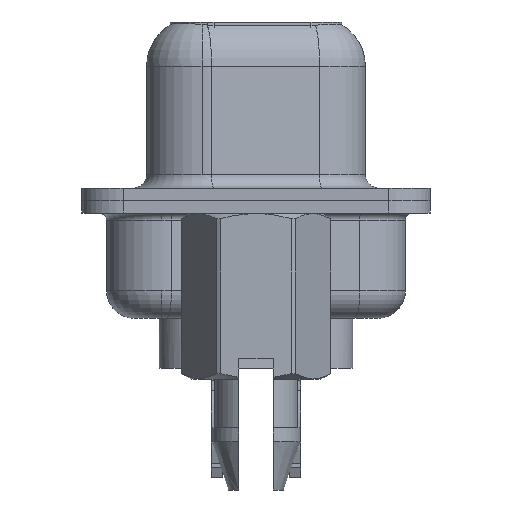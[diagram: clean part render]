
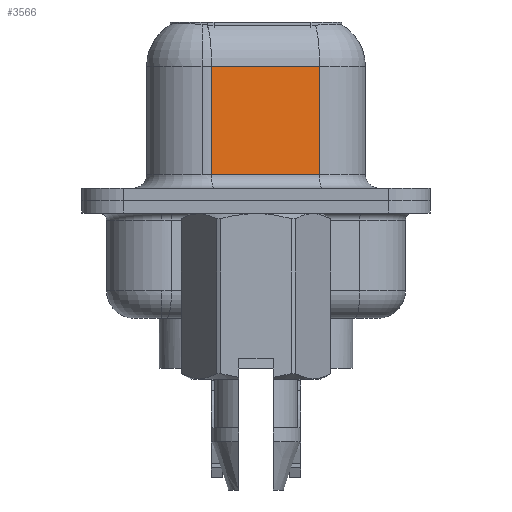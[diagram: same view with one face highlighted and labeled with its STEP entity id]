
A CAD part, left-side view. The second image highlights one B-rep face of the part: STEP entity #3566.
In plain terms, the highlighted planar face has unit normal (-0.985, -0.174, 0).
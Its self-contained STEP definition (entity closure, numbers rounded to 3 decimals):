
#1261 = EDGE_CURVE ( 'NONE', #7547, #1824, #14519, .T. ) ;
#1793 = CARTESIAN_POINT ( 'NONE',  ( 5.063, -2.297, 6.6 ) ) ;
#1824 = VERTEX_POINT ( 'NONE', #16843 ) ;
#2021 = CARTESIAN_POINT ( 'NONE',  ( 4.375, 1.603, 4.85 ) ) ;
#2720 = ORIENTED_EDGE ( 'NONE', *, *, #7786, .F. ) ;
#3566 = ADVANCED_FACE ( 'NONE', ( #18529 ), #7198, .F. ) ;
#3644 = CARTESIAN_POINT ( 'NONE',  ( 5.063, -2.297, 0.95 ) ) ;
#3663 = VERTEX_POINT ( 'NONE', #3774 ) ;
#3751 = LINE ( 'NONE', #3644, #16933 ) ;
#3774 = CARTESIAN_POINT ( 'NONE',  ( 5.063, -2.297, 0.95 ) ) ;
#6400 = ORIENTED_EDGE ( 'NONE', *, *, #20296, .T. ) ;
#6527 = VERTEX_POINT ( 'NONE', #18918 ) ;
#6916 = VECTOR ( 'NONE', #11310, 1000. ) ;
#7198 = PLANE ( 'NONE',  #14473 ) ;
#7536 = ORIENTED_EDGE ( 'NONE', *, *, #8426, .T. ) ;
#7547 = VERTEX_POINT ( 'NONE', #2021 ) ;
#7786 = EDGE_CURVE ( 'NONE', #6527, #3663, #18162, .T. ) ;
#8253 = CARTESIAN_POINT ( 'NONE',  ( 5.063, -2.297, 4.85 ) ) ;
#8426 = EDGE_CURVE ( 'NONE', #1824, #3663, #3751, .T. ) ;
#10598 = CARTESIAN_POINT ( 'NONE',  ( 5.063, -2.297, 6.6 ) ) ;
#11103 = ORIENTED_EDGE ( 'NONE', *, *, #1261, .T. ) ;
#11310 = DIRECTION ( 'NONE',  ( 0., 0., -1. ) ) ;
#11416 = VECTOR ( 'NONE', #19361, 1000. ) ;
#12921 = LINE ( 'NONE', #8253, #11416 ) ;
#14473 = AXIS2_PLACEMENT_3D ( 'NONE', #10598, #17127, #15306 ) ;
#14519 = LINE ( 'NONE', #19233, #6916 ) ;
#15306 = DIRECTION ( 'NONE',  ( -0.174, 0.985, 0. ) ) ;
#16451 = DIRECTION ( 'NONE',  ( 0., 0., -1. ) ) ;
#16686 = DIRECTION ( 'NONE',  ( 0.174, -0.985, 0. ) ) ;
#16843 = CARTESIAN_POINT ( 'NONE',  ( 4.375, 1.603, 0.95 ) ) ;
#16933 = VECTOR ( 'NONE', #16686, 1000. ) ;
#17127 = DIRECTION ( 'NONE',  ( 0.985, 0.174, 0. ) ) ;
#17905 = VECTOR ( 'NONE', #16451, 1000. ) ;
#18162 = LINE ( 'NONE', #1793, #17905 ) ;
#18529 = FACE_OUTER_BOUND ( 'NONE', #18785, .T. ) ;
#18785 = EDGE_LOOP ( 'NONE', ( #2720, #6400, #11103, #7536 ) ) ;
#18918 = CARTESIAN_POINT ( 'NONE',  ( 5.063, -2.297, 4.85 ) ) ;
#19233 = CARTESIAN_POINT ( 'NONE',  ( 4.375, 1.603, 6.6 ) ) ;
#19361 = DIRECTION ( 'NONE',  ( -0.174, 0.985, 0. ) ) ;
#20296 = EDGE_CURVE ( 'NONE', #6527, #7547, #12921, .T. ) ;
